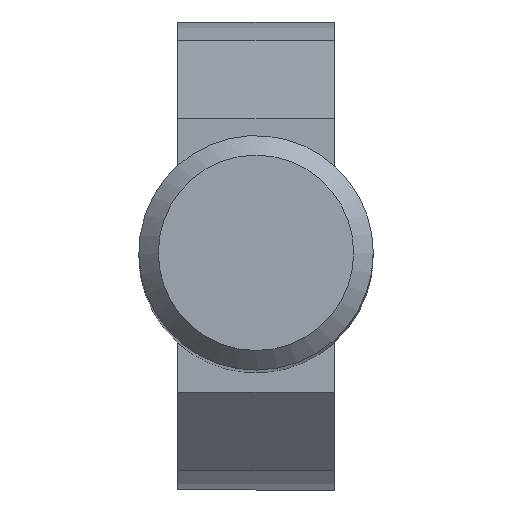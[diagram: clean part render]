
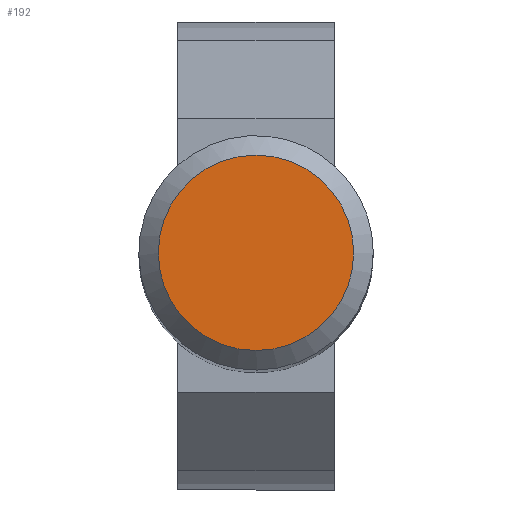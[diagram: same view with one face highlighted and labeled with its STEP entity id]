
A CAD part, top view. The second image highlights one B-rep face of the part: STEP entity #192.
In plain terms, the highlighted planar face has unit normal (0, 0, 1).
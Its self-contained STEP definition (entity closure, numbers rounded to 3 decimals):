
#43=PLANE('',#219);
#62=FACE_OUTER_BOUND('',#77,.T.);
#77=EDGE_LOOP('',(#148));
#92=CIRCLE('',#213,2.5);
#102=VERTEX_POINT('',#300);
#118=EDGE_CURVE('',#102,#102,#92,.T.);
#148=ORIENTED_EDGE('',*,*,#118,.F.);
#192=ADVANCED_FACE('',(#62),#43,.T.);
#213=AXIS2_PLACEMENT_3D('',#301,#240,#241);
#219=AXIS2_PLACEMENT_3D('',#311,#252,#253);
#240=DIRECTION('center_axis',(0.,0.,-1.));
#241=DIRECTION('ref_axis',(-1.,0.,0.));
#252=DIRECTION('center_axis',(0.,0.,1.));
#253=DIRECTION('ref_axis',(1.,0.,0.));
#300=CARTESIAN_POINT('',(2.5,0.,40.));
#301=CARTESIAN_POINT('Origin',(0.,0.,40.));
#311=CARTESIAN_POINT('Origin',(0.,0.,
40.));
